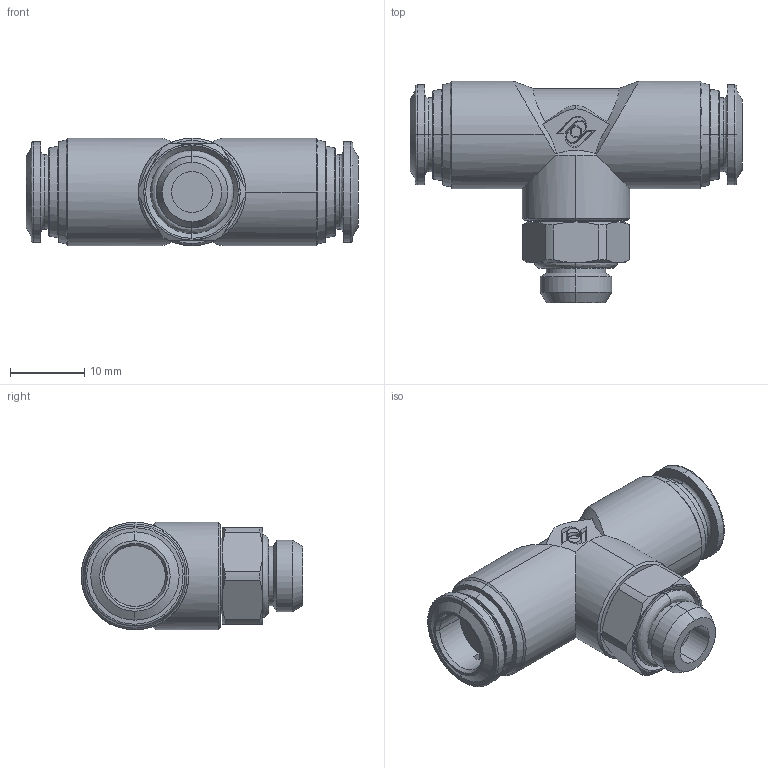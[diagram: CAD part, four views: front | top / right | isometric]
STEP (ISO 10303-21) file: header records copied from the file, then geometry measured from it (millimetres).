
FILE_DESCRIPTION (( 'STEP AP214' ), '1' );
FILE_NAME ('7021600010A.STEP', '2012-10-22T13:41:19', ( '' ), ( '' ), 'SwSTEP 2.0', 'SolidWorks 2012', '' );
FILE_SCHEMA (( 'AUTOMOTIVE_DESIGN' ));
Length unit declared in the file: millimetre
Products named in the file (1): 7021600010A
Bounding box: 44.8 x 29.9 x 14.5 mm (x, y, z)
Volume: 8101.3 mm3; surface area: 3926.9 mm2
Topology: 2 solids, 2 shells, 206 faces, 497 edges, 311 vertices
Faces by surface type: cone 71, plane 67, cylinder 38, bspline 30
Entity records: 8194 total; most frequent: CARTESIAN_POINT 3500, ORIENTED_EDGE 994, DIRECTION 934, EDGE_CURVE 497, AXIS2_PLACEMENT_3D 375, VERTEX_POINT 311, EDGE_LOOP 232, ADVANCED_FACE 206
